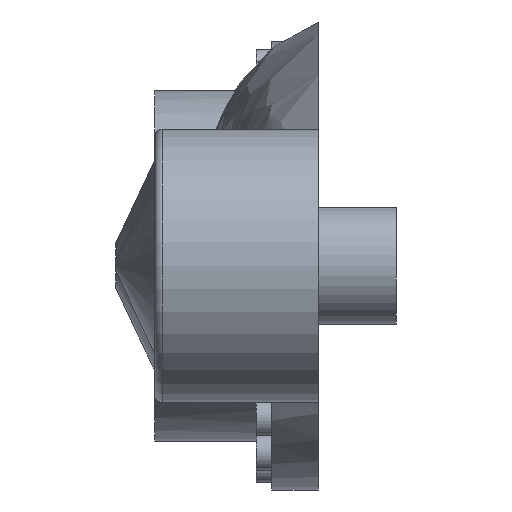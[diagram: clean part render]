
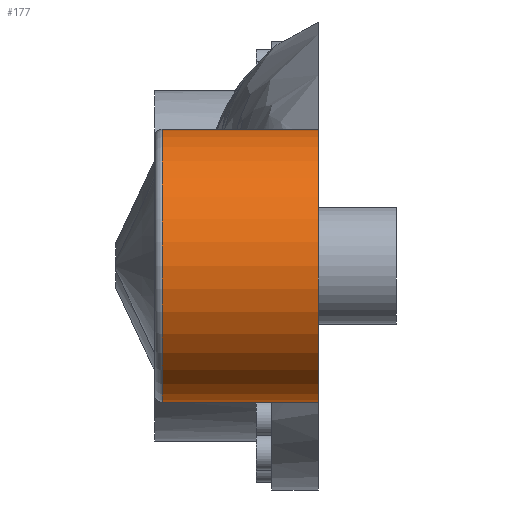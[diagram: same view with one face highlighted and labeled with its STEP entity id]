
A CAD part, left-side view. The second image highlights one B-rep face of the part: STEP entity #177.
In plain terms, the highlighted cylindrical face has radius 35 mm (diameter 70 mm), a partial arc.
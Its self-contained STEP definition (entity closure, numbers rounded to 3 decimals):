
#123 = EDGE_CURVE ( 'NONE', #912, #2880, #1496, .T. ) ;
#177 = ADVANCED_FACE ( 'NONE', ( #728 ), #2459, .T. ) ;
#345 = CIRCLE ( 'NONE', #822, 35. ) ;
#497 = DIRECTION ( 'NONE',  ( 0., 0., -1. ) ) ;
#549 = VERTEX_POINT ( 'NONE', #2700 ) ;
#687 = ORIENTED_EDGE ( 'NONE', *, *, #875, .F. ) ;
#692 = DIRECTION ( 'NONE',  ( 0., -1., 0. ) ) ;
#694 = CARTESIAN_POINT ( 'NONE',  ( -350., 40., 0. ) ) ;
#728 = FACE_OUTER_BOUND ( 'NONE', #1520, .T. ) ;
#774 = ORIENTED_EDGE ( 'NONE', *, *, #2848, .T. ) ;
#822 = AXIS2_PLACEMENT_3D ( 'NONE', #694, #2547, #497 ) ;
#875 = EDGE_CURVE ( 'NONE', #2880, #2033, #3008, .T. ) ;
#912 = VERTEX_POINT ( 'NONE', #2399 ) ;
#933 = CARTESIAN_POINT ( 'NONE',  ( -350., 42., 35. ) ) ;
#1036 = CARTESIAN_POINT ( 'NONE',  ( -350., 0., 35. ) ) ;
#1108 = ORIENTED_EDGE ( 'NONE', *, *, #2882, .T. ) ;
#1156 = DIRECTION ( 'NONE',  ( 0., -1., 0. ) ) ;
#1337 = LINE ( 'NONE', #1545, #2846 ) ;
#1496 = LINE ( 'NONE', #933, #3172 ) ;
#1520 = EDGE_LOOP ( 'NONE', ( #3093, #774, #1108, #687 ) ) ;
#1545 = CARTESIAN_POINT ( 'NONE',  ( -350., 42., -35. ) ) ;
#1633 = DIRECTION ( 'NONE',  ( 0., 0., -1. ) ) ;
#1661 = CARTESIAN_POINT ( 'NONE',  ( -350., 0., 0. ) ) ;
#1672 = DIRECTION ( 'NONE',  ( 0., -1., 0. ) ) ;
#2033 = VERTEX_POINT ( 'NONE', #2525 ) ;
#2040 = DIRECTION ( 'NONE',  ( 0., -1., 0. ) ) ;
#2399 = CARTESIAN_POINT ( 'NONE',  ( -350., 40., 35. ) ) ;
#2459 = CYLINDRICAL_SURFACE ( 'NONE', #2544, 35. ) ;
#2525 = CARTESIAN_POINT ( 'NONE',  ( -350., 0., -35. ) ) ;
#2544 = AXIS2_PLACEMENT_3D ( 'NONE', #2691, #1672, #2726 ) ;
#2547 = DIRECTION ( 'NONE',  ( 0., -1., 0. ) ) ;
#2691 = CARTESIAN_POINT ( 'NONE',  ( -350., 42., 0. ) ) ;
#2700 = CARTESIAN_POINT ( 'NONE',  ( -350., 40., -35. ) ) ;
#2726 = DIRECTION ( 'NONE',  ( 0., 0., -1. ) ) ;
#2846 = VECTOR ( 'NONE', #2040, 1000. ) ;
#2848 = EDGE_CURVE ( 'NONE', #912, #549, #345, .T. ) ;
#2880 = VERTEX_POINT ( 'NONE', #1036 ) ;
#2882 = EDGE_CURVE ( 'NONE', #549, #2033, #1337, .T. ) ;
#2903 = AXIS2_PLACEMENT_3D ( 'NONE', #1661, #1156, #1633 ) ;
#3008 = CIRCLE ( 'NONE', #2903, 35. ) ;
#3093 = ORIENTED_EDGE ( 'NONE', *, *, #123, .F. ) ;
#3172 = VECTOR ( 'NONE', #692, 1000. ) ;
